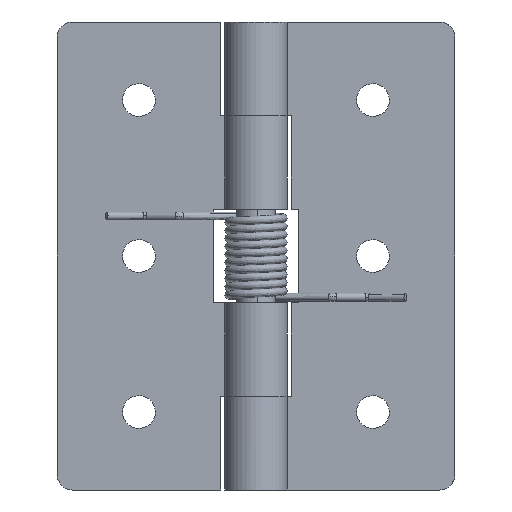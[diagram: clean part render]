
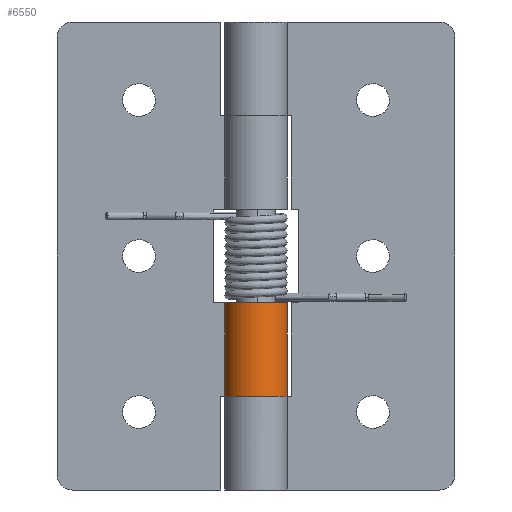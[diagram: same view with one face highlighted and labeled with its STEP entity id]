
A CAD part, front view. The second image highlights one B-rep face of the part: STEP entity #6550.
In plain terms, the highlighted free-form (B-spline) face has degree [1, 2] with [2, 7] control points.
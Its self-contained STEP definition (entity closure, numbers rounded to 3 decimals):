
#6008=CARTESIAN_POINT('',(-3.162,2.45,24.));
#6009=VERTEX_POINT('',#6008);
#6015=CARTESIAN_POINT('',(0.0,4.0,24.));
#6016=VERTEX_POINT('',#6015);
#6017=CARTESIAN_POINT('',(-3.162,2.45,24.));
#6018=CARTESIAN_POINT('',(-5.109,-0.062,24.));
#6019=CARTESIAN_POINT('',(-3.101,-2.527,24.));
#6020=CARTESIAN_POINT('',(-1.093,-4.991,24.));
#6021=CARTESIAN_POINT('',(1.761,-3.592,24.));
#6022=CARTESIAN_POINT('',(4.615,-2.193,24.));
#6023=CARTESIAN_POINT('',(3.897,0.904,24.));
#6024=CARTESIAN_POINT('',(3.178,4.0,24.));
#6025=CARTESIAN_POINT('',(0.0,4.0,24.));
#6033=(BOUNDED_CURVE()B_SPLINE_CURVE(2,(#6017,#6018,#6019,#6020,#6021,#6022,#6023,#6024,#6025),.UNSPECIFIED.,.F.,.U.)B_SPLINE_CURVE_WITH_KNOTS((3,2,2,2,3),(0.0,0.25,0.5,0.75,1.0),.UNSPECIFIED.)CURVE()GEOMETRIC_REPRESENTATION_ITEM()RATIONAL_B_SPLINE_CURVE((1.0,0.783,1.0,0.783,1.0,0.783,1.0,0.783,1.0))REPRESENTATION_ITEM(''));
#6034=EDGE_CURVE('',#6009,#6016,#6033,.T.);
#6275=CARTESIAN_POINT('',(0.0,4.0,12.0));
#6276=VERTEX_POINT('',#6275);
#6282=CARTESIAN_POINT('',(-3.162,2.45,12.0));
#6283=VERTEX_POINT('',#6282);
#6284=CARTESIAN_POINT('',(-3.162,2.45,12.0));
#6285=CARTESIAN_POINT('',(-5.109,-0.062,12.));
#6286=CARTESIAN_POINT('',(-3.101,-2.527,12.0));
#6287=CARTESIAN_POINT('',(-1.093,-4.991,12.));
#6288=CARTESIAN_POINT('',(1.761,-3.592,12.0));
#6289=CARTESIAN_POINT('',(4.615,-2.193,12.));
#6290=CARTESIAN_POINT('',(3.897,0.904,12.0));
#6291=CARTESIAN_POINT('',(3.178,4.0,12.));
#6292=CARTESIAN_POINT('',(0.0,4.0,12.0));
#6300=(BOUNDED_CURVE()B_SPLINE_CURVE(2,(#6284,#6285,#6286,#6287,#6288,#6289,#6290,#6291,#6292),.UNSPECIFIED.,.F.,.U.)B_SPLINE_CURVE_WITH_KNOTS((3,2,2,2,3),(0.0,0.25,0.5,0.75,1.0),.UNSPECIFIED.)CURVE()GEOMETRIC_REPRESENTATION_ITEM()RATIONAL_B_SPLINE_CURVE((1.0,0.783,1.0,0.783,1.0,0.783,1.0,0.783,1.0))REPRESENTATION_ITEM(''));
#6301=EDGE_CURVE('',#6283,#6276,#6300,.T.);
#6514=CARTESIAN_POINT('',(-0.035,4.,11.7));
#6515=CARTESIAN_POINT('',(-0.035,4.,24.307));
#6516=CARTESIAN_POINT('',(5.054,4.044,11.7));
#6517=CARTESIAN_POINT('',(5.054,4.044,24.307));
#6518=CARTESIAN_POINT('',(3.895,-0.911,11.7));
#6519=CARTESIAN_POINT('',(3.895,-0.911,24.307));
#6520=CARTESIAN_POINT('',(2.736,-5.867,11.7));
#6521=CARTESIAN_POINT('',(2.736,-5.867,24.307));
#6522=CARTESIAN_POINT('',(-1.806,-3.569,11.7));
#6523=CARTESIAN_POINT('',(-1.806,-3.569,24.307));
#6524=CARTESIAN_POINT('',(-6.347,-1.272,11.7));
#6525=CARTESIAN_POINT('',(-6.347,-1.272,24.307));
#6526=CARTESIAN_POINT('',(-3.042,2.598,11.7));
#6527=CARTESIAN_POINT('',(-3.042,2.598,24.307));
#6535=(BOUNDED_SURFACE()B_SPLINE_SURFACE(1,2,((#6514,#6516,#6518,#6520,#6522,#6524,#6526),(#6515,#6517,#6519,#6521,#6523,#6525,#6527)),.UNSPECIFIED.,.F.,.F.,.U.)B_SPLINE_SURFACE_WITH_KNOTS((2,2),(3,2,2,3),(0.0,12.607),(0.0,7.775,15.55,23.325),.UNSPECIFIED.)GEOMETRIC_REPRESENTATION_ITEM()RATIONAL_B_SPLINE_SURFACE(((1.0,0.618,1.0,0.618,1.0,0.618,1.0),(1.0,0.618,1.0,0.618,1.0,0.618,1.0)))REPRESENTATION_ITEM('')SURFACE());
#6536=ORIENTED_EDGE('',*,*,#6034,.F.);
#6537=CARTESIAN_POINT('',(-3.162,2.45,12.0));
#6538=CARTESIAN_POINT('',(-3.162,2.45,24.));
#6539=QUASI_UNIFORM_CURVE('',1,(#6537,#6538),.UNSPECIFIED.,.F.,.U.);
#6540=EDGE_CURVE('',#6283,#6009,#6539,.T.);
#6541=ORIENTED_EDGE('',*,*,#6540,.F.);
#6542=ORIENTED_EDGE('',*,*,#6301,.T.);
#6543=CARTESIAN_POINT('',(0.0,4.0,12.0));
#6544=CARTESIAN_POINT('',(0.0,4.0,24.));
#6545=QUASI_UNIFORM_CURVE('',1,(#6543,#6544),.UNSPECIFIED.,.F.,.U.);
#6546=EDGE_CURVE('',#6276,#6016,#6545,.T.);
#6547=ORIENTED_EDGE('',*,*,#6546,.T.);
#6548=EDGE_LOOP('',(#6536,#6541,#6542,#6547));
#6549=FACE_OUTER_BOUND('',#6548,.T.);
#6550=ADVANCED_FACE('',(#6549),#6535,.T.);
